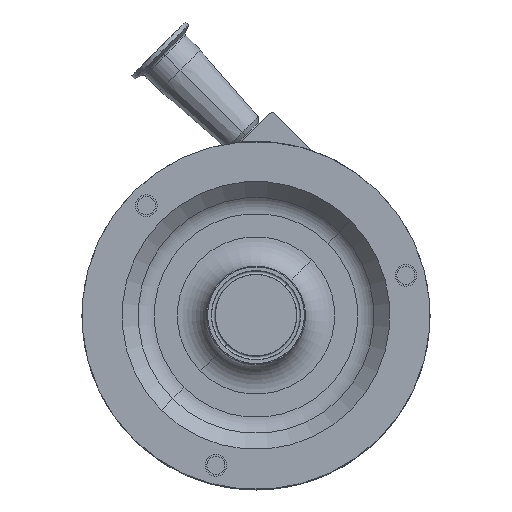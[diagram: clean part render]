
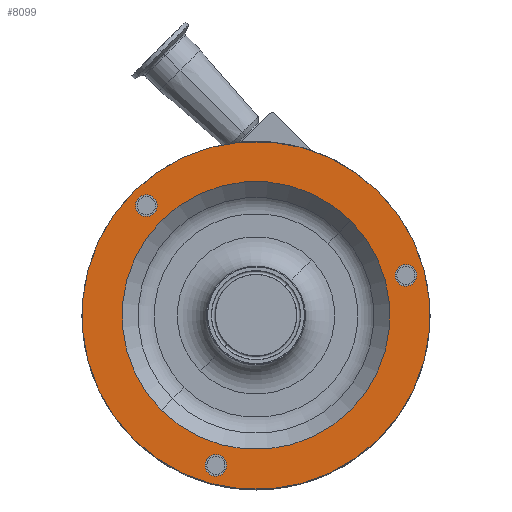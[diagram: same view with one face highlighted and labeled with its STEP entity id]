
A CAD part, top view. The second image highlights one B-rep face of the part: STEP entity #8099.
In plain terms, the highlighted planar face has unit normal (0, 0, 1).
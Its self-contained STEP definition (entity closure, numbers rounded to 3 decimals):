
#102 = CARTESIAN_POINT ( 'NONE',  ( 0., 0., 206.5 ) ) ;
#190 = DIRECTION ( 'NONE',  ( 0., -1., 0. ) ) ;
#253 = ORIENTED_EDGE ( 'NONE', *, *, #14315, .F. ) ;
#442 = CIRCLE ( 'NONE', #2957, 7.144 ) ;
#768 = VERTEX_POINT ( 'NONE', #1316 ) ;
#1007 = AXIS2_PLACEMENT_3D ( 'NONE', #6602, #13248, #5205 ) ;
#1091 = CARTESIAN_POINT ( 'NONE',  ( 62.579, 62.579, 206.5 ) ) ;
#1316 = CARTESIAN_POINT ( 'NONE',  ( 93.956, 21.478, 206.5 ) ) ;
#1758 = DIRECTION ( 'NONE',  ( 0., 0., 1. ) ) ;
#1803 = CARTESIAN_POINT ( 'NONE',  ( -67.427, 77.53, 206.5 ) ) ;
#1940 = AXIS2_PLACEMENT_3D ( 'NONE', #8298, #13631, #9700 ) ;
#2102 = CIRCLE ( 'NONE', #11300, 88.5 ) ;
#2131 = AXIS2_PLACEMENT_3D ( 'NONE', #17291, #7943, #15804 ) ;
#2450 = CARTESIAN_POINT ( 'NONE',  ( -26.529, -99.007, 206.5 ) ) ;
#2908 = FACE_BOUND ( 'NONE', #7625, .T. ) ;
#2924 = EDGE_CURVE ( 'NONE', #14041, #768, #14481, .T. ) ;
#2957 = AXIS2_PLACEMENT_3D ( 'NONE', #6916, #9732, #10938 ) ;
#2963 = ORIENTED_EDGE ( 'NONE', *, *, #2924, .F. ) ;
#3209 = EDGE_CURVE ( 'NONE', #6414, #12898, #12809, .T. ) ;
#3214 = CARTESIAN_POINT ( 'NONE',  ( -62.579, -62.579, 206.5 ) ) ;
#4002 = VERTEX_POINT ( 'NONE', #6755 ) ;
#4128 = AXIS2_PLACEMENT_3D ( 'NONE', #6736, #8064, #190 ) ;
#4363 = CIRCLE ( 'NONE', #1007, 7.144 ) ;
#4471 = CARTESIAN_POINT ( 'NONE',  ( -31.58, -104.059, 206.5 ) ) ;
#4501 = ORIENTED_EDGE ( 'NONE', *, *, #10583, .T. ) ;
#4555 = EDGE_LOOP ( 'NONE', ( #15085, #12544 ) ) ;
#4741 = DIRECTION ( 'NONE',  ( 0.707, 0.707, 0. ) ) ;
#5088 = ORIENTED_EDGE ( 'NONE', *, *, #15370, .F. ) ;
#5180 = CIRCLE ( 'NONE', #6576, 7.144 ) ;
#5205 = DIRECTION ( 'NONE',  ( 0.707, 0.707, 0. ) ) ;
#5468 = CIRCLE ( 'NONE', #2131, 88.5 ) ;
#5515 = PLANE ( 'NONE',  #4128 ) ;
#6035 = EDGE_CURVE ( 'NONE', #8156, #4002, #5180, .T. ) ;
#6339 = CARTESIAN_POINT ( 'NONE',  ( 0., 0., 206.5 ) ) ;
#6358 = DIRECTION ( 'NONE',  ( 0.707, 0.707, 0. ) ) ;
#6414 = VERTEX_POINT ( 'NONE', #16068 ) ;
#6419 = ORIENTED_EDGE ( 'NONE', *, *, #6035, .F. ) ;
#6524 = DIRECTION ( 'NONE',  ( 0., 0., 1. ) ) ;
#6576 = AXIS2_PLACEMENT_3D ( 'NONE', #15481, #15321, #4741 ) ;
#6602 = CARTESIAN_POINT ( 'NONE',  ( 99.007, 26.529, 206.5 ) ) ;
#6736 = CARTESIAN_POINT ( 'NONE',  ( -22.627, 22.627, 206.5 ) ) ;
#6755 = CARTESIAN_POINT ( 'NONE',  ( -21.478, -93.956, 206.5 ) ) ;
#6916 = CARTESIAN_POINT ( 'NONE',  ( -72.478, 72.478, 206.5 ) ) ;
#7127 = AXIS2_PLACEMENT_3D ( 'NONE', #16444, #1758, #15130 ) ;
#7578 = CARTESIAN_POINT ( 'NONE',  ( 81.317, 81.317, 206.5 ) ) ;
#7625 = EDGE_LOOP ( 'NONE', ( #5088, #6419 ) ) ;
#7857 = DIRECTION ( 'NONE',  ( 0., 0., 1. ) ) ;
#7943 = DIRECTION ( 'NONE',  ( 0., 0., 1. ) ) ;
#8064 = DIRECTION ( 'NONE',  ( 0., 0., -1. ) ) ;
#8099 = ADVANCED_FACE ( 'NONE', ( #8229, #16097, #2908, #13738, #8323 ), #5515, .F. ) ;
#8156 = VERTEX_POINT ( 'NONE', #4471 ) ;
#8229 = FACE_OUTER_BOUND ( 'NONE', #16219, .T. ) ;
#8272 = DIRECTION ( 'NONE',  ( 0.707, 0.707, 0. ) ) ;
#8298 = CARTESIAN_POINT ( 'NONE',  ( 0., 0., 206.5 ) ) ;
#8323 = FACE_BOUND ( 'NONE', #11692, .T. ) ;
#8519 = CIRCLE ( 'NONE', #16045, 115. ) ;
#8988 = VERTEX_POINT ( 'NONE', #10798 ) ;
#9098 = AXIS2_PLACEMENT_3D ( 'NONE', #2450, #7857, #6358 ) ;
#9475 = DIRECTION ( 'NONE',  ( 0.707, 0.707, 0. ) ) ;
#9700 = DIRECTION ( 'NONE',  ( 0.707, 0.707, 0. ) ) ;
#9732 = DIRECTION ( 'NONE',  ( 0., 0., 1. ) ) ;
#10401 = EDGE_LOOP ( 'NONE', ( #2963, #16396 ) ) ;
#10583 = EDGE_CURVE ( 'NONE', #12898, #6414, #8519, .T. ) ;
#10677 = CARTESIAN_POINT ( 'NONE',  ( 104.059, 31.58, 206.5 ) ) ;
#10693 = DIRECTION ( 'NONE',  ( 0., 0., 1. ) ) ;
#10757 = CIRCLE ( 'NONE', #7127, 7.144 ) ;
#10761 = DIRECTION ( 'NONE',  ( 0., 0., 1. ) ) ;
#10798 = CARTESIAN_POINT ( 'NONE',  ( -77.53, 67.427, 206.5 ) ) ;
#10938 = DIRECTION ( 'NONE',  ( 0.707, 0.707, 0. ) ) ;
#11300 = AXIS2_PLACEMENT_3D ( 'NONE', #102, #10761, #9475 ) ;
#11692 = EDGE_LOOP ( 'NONE', ( #15288, #253 ) ) ;
#11738 = ORIENTED_EDGE ( 'NONE', *, *, #3209, .T. ) ;
#12296 = EDGE_CURVE ( 'NONE', #768, #14041, #4363, .T. ) ;
#12544 = ORIENTED_EDGE ( 'NONE', *, *, #15138, .F. ) ;
#12622 = VERTEX_POINT ( 'NONE', #1803 ) ;
#12809 = CIRCLE ( 'NONE', #1940, 115. ) ;
#12898 = VERTEX_POINT ( 'NONE', #7578 ) ;
#13069 = VERTEX_POINT ( 'NONE', #3214 ) ;
#13099 = CARTESIAN_POINT ( 'NONE',  ( 99.007, 26.529, 206.5 ) ) ;
#13248 = DIRECTION ( 'NONE',  ( 0., 0., 1. ) ) ;
#13378 = AXIS2_PLACEMENT_3D ( 'NONE', #13099, #6524, #8272 ) ;
#13631 = DIRECTION ( 'NONE',  ( 0., 0., 1. ) ) ;
#13738 = FACE_BOUND ( 'NONE', #4555, .T. ) ;
#13849 = CIRCLE ( 'NONE', #9098, 7.144 ) ;
#14041 = VERTEX_POINT ( 'NONE', #10677 ) ;
#14186 = EDGE_CURVE ( 'NONE', #12622, #8988, #442, .T. ) ;
#14315 = EDGE_CURVE ( 'NONE', #13069, #16799, #2102, .T. ) ;
#14481 = CIRCLE ( 'NONE', #13378, 7.144 ) ;
#14733 = DIRECTION ( 'NONE',  ( 0.707, 0.707, 0. ) ) ;
#15085 = ORIENTED_EDGE ( 'NONE', *, *, #14186, .F. ) ;
#15130 = DIRECTION ( 'NONE',  ( 0.707, 0.707, 0. ) ) ;
#15138 = EDGE_CURVE ( 'NONE', #8988, #12622, #10757, .T. ) ;
#15288 = ORIENTED_EDGE ( 'NONE', *, *, #15325, .F. ) ;
#15321 = DIRECTION ( 'NONE',  ( 0., 0., 1. ) ) ;
#15325 = EDGE_CURVE ( 'NONE', #16799, #13069, #5468, .T. ) ;
#15370 = EDGE_CURVE ( 'NONE', #4002, #8156, #13849, .T. ) ;
#15481 = CARTESIAN_POINT ( 'NONE',  ( -26.529, -99.007, 206.5 ) ) ;
#15804 = DIRECTION ( 'NONE',  ( 0.707, 0.707, 0. ) ) ;
#16045 = AXIS2_PLACEMENT_3D ( 'NONE', #6339, #10693, #14733 ) ;
#16068 = CARTESIAN_POINT ( 'NONE',  ( -81.317, -81.317, 206.5 ) ) ;
#16097 = FACE_BOUND ( 'NONE', #10401, .T. ) ;
#16219 = EDGE_LOOP ( 'NONE', ( #4501, #11738 ) ) ;
#16396 = ORIENTED_EDGE ( 'NONE', *, *, #12296, .F. ) ;
#16444 = CARTESIAN_POINT ( 'NONE',  ( -72.478, 72.478, 206.5 ) ) ;
#16799 = VERTEX_POINT ( 'NONE', #1091 ) ;
#17291 = CARTESIAN_POINT ( 'NONE',  ( 0., 0., 206.5 ) ) ;
